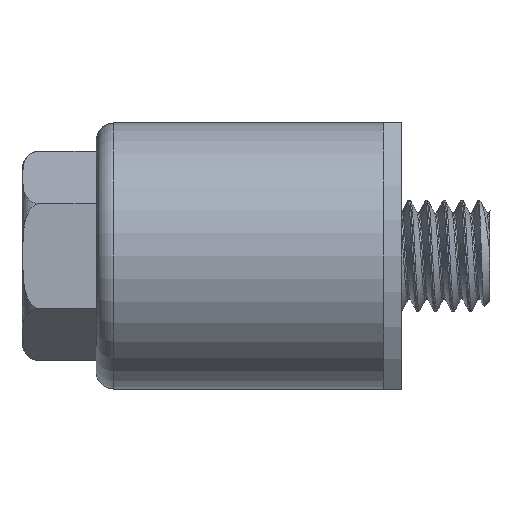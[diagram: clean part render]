
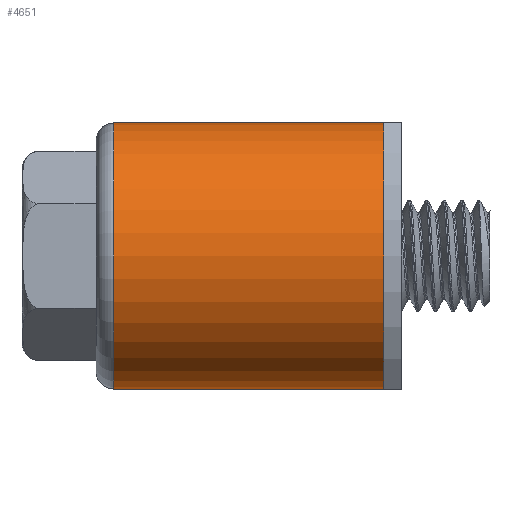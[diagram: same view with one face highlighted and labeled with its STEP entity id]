
A CAD part, left-side view. The second image highlights one B-rep face of the part: STEP entity #4651.
In plain terms, the highlighted cylindrical face has radius 9.525 mm (diameter 19.05 mm), a partial arc.
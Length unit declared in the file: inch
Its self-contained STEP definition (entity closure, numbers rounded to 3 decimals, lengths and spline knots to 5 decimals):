
#325=CYLINDRICAL_SURFACE('',#5157,0.375);
#518=LINE('',#11416,#730);
#522=LINE('',#11441,#734);
#730=VECTOR('',#6232,0.3937);
#734=VECTOR('',#6264,0.3937);
#1177=FACE_OUTER_BOUND('',#1656,.T.);
#1656=EDGE_LOOP('',(#3824,#3825,#3826,#3827));
#1884=CIRCLE('',#5136,0.375);
#1893=CIRCLE('',#5156,0.375);
#2265=VERTEX_POINT('',#11413);
#2266=VERTEX_POINT('',#11415);
#2270=VERTEX_POINT('',#11429);
#2273=VERTEX_POINT('',#11440);
#2781=EDGE_CURVE('',#2265,#2266,#518,.T.);
#2792=EDGE_CURVE('',#2266,#2270,#1884,.T.);
#2793=EDGE_CURVE('',#2273,#2270,#522,.T.);
#2807=EDGE_CURVE('',#2265,#2273,#1893,.T.);
#3824=ORIENTED_EDGE('',*,*,#2792,.F.);
#3825=ORIENTED_EDGE('',*,*,#2781,.F.);
#3826=ORIENTED_EDGE('',*,*,#2807,.T.);
#3827=ORIENTED_EDGE('',*,*,#2793,.T.);
#4651=ADVANCED_FACE('',(#1177),#325,.T.);
#5136=AXIS2_PLACEMENT_3D('',#11438,#6260,#6261);
#5156=AXIS2_PLACEMENT_3D('',#11511,#6305,#6306);
#5157=AXIS2_PLACEMENT_3D('',#11512,#6307,#6308);
#6232=DIRECTION('',(0.,1.,0.));
#6260=DIRECTION('center_axis',(0.,1.,0.));
#6261=DIRECTION('ref_axis',(-1.,0.,0.));
#6264=DIRECTION('',(0.,1.,0.));
#6305=DIRECTION('center_axis',(0.,1.,0.));
#6306=DIRECTION('ref_axis',(0.,0.,
-1.));
#6307=DIRECTION('center_axis',(0.,1.,0.));
#6308=DIRECTION('ref_axis',(0.,0.,
-1.));
#11413=CARTESIAN_POINT('',(-0.793,0.05,-0.375));
#11415=CARTESIAN_POINT('',(-0.793,0.81,-0.375));
#11416=CARTESIAN_POINT('',(-0.793,0.,-0.375));
#11429=CARTESIAN_POINT('',(-0.793,0.81,0.375));
#11438=CARTESIAN_POINT('Origin',(-0.793,0.81,0.));
#11440=CARTESIAN_POINT('',(-0.793,0.05,0.375));
#11441=CARTESIAN_POINT('',(-0.793,0.,0.375));
#11511=CARTESIAN_POINT('Origin',(-0.793,0.05,0.));
#11512=CARTESIAN_POINT('Origin',(-0.793,0.,0.));
